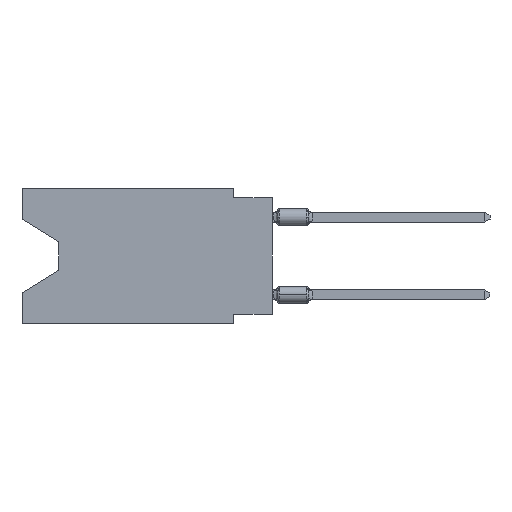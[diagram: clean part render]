
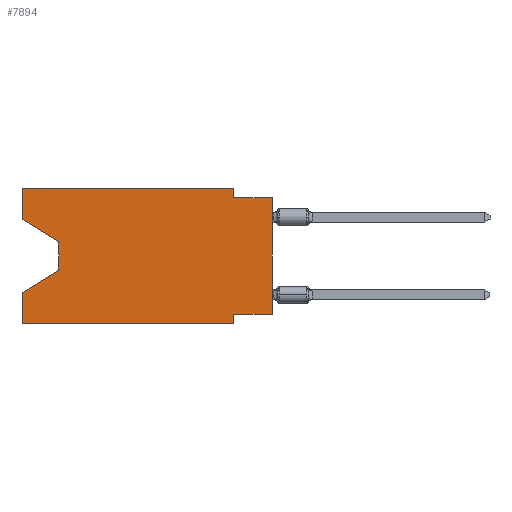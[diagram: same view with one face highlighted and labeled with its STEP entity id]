
A CAD part, left-side view. The second image highlights one B-rep face of the part: STEP entity #7894.
In plain terms, the highlighted planar face has unit normal (-1, 0, 0).
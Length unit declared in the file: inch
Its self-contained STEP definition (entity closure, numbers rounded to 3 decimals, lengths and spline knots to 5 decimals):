
#21 = EDGE_CURVE ( 'NONE', #20392, #986, #4387, .T. ) ;
#266 = FACE_OUTER_BOUND ( 'NONE', #6198, .T. ) ;
#293 = CARTESIAN_POINT ( 'NONE',  ( 0., 0.645, 0. ) ) ;
#360 = EDGE_CURVE ( 'NONE', #7889, #20392, #2147, .T. ) ;
#821 = DIRECTION ( 'NONE',  ( 0., -1., 0. ) ) ;
#986 = VERTEX_POINT ( 'NONE', #12465 ) ;
#1077 = CARTESIAN_POINT ( 'NONE',  ( 0., 0., -0.325 ) ) ;
#1104 = CARTESIAN_POINT ( 'NONE',  ( 0., 0.645, -0.08025 ) ) ;
#1965 = VECTOR ( 'NONE', #9059, 39.37008 ) ;
#2147 = LINE ( 'NONE', #15330, #3092 ) ;
#2371 = CARTESIAN_POINT ( 'NONE',  ( 0., 0.645, -0.08025 ) ) ;
#2372 = AXIS2_PLACEMENT_3D ( 'NONE', #11128, #18643, #15052 ) ;
#2422 = EDGE_CURVE ( 'NONE', #17348, #7559, #13617, .T. ) ;
#2426 = ORIENTED_EDGE ( 'NONE', *, *, #17151, .F. ) ;
#2491 = VECTOR ( 'NONE', #6591, 39.37008 ) ;
#2610 = ORIENTED_EDGE ( 'NONE', *, *, #20963, .F. ) ;
#2799 = LINE ( 'NONE', #23361, #23176 ) ;
#3092 = VECTOR ( 'NONE', #13250, 39.37008 ) ;
#3466 = VECTOR ( 'NONE', #11312, 39.37008 ) ;
#3742 = LINE ( 'NONE', #14605, #1965 ) ;
#3865 = CARTESIAN_POINT ( 'NONE',  ( 0., 0.645, -0.35 ) ) ;
#4221 = CARTESIAN_POINT ( 'NONE',  ( 0., 0., 0. ) ) ;
#4387 = LINE ( 'NONE', #14132, #21983 ) ;
#4662 = CARTESIAN_POINT ( 'NONE',  ( 0., 0.1, 0. ) ) ;
#5068 = EDGE_CURVE ( 'NONE', #11874, #20017, #7450, .T. ) ;
#5604 = DIRECTION ( 'NONE',  ( 0., 0., 1. ) ) ;
#5759 = VECTOR ( 'NONE', #11747, 39.37008 ) ;
#6006 = LINE ( 'NONE', #20680, #3466 ) ;
#6198 = EDGE_LOOP ( 'NONE', ( #22583, #16248, #8708, #18830, #18046, #13045, #2610, #19384, #2426, #13112, #18716, #21644 ) ) ;
#6337 = CARTESIAN_POINT ( 'NONE',  ( 0., 0.55, -0.212 ) ) ;
#6591 = DIRECTION ( 'NONE',  ( 0., 0., -1. ) ) ;
#7095 = VERTEX_POINT ( 'NONE', #4662 ) ;
#7297 = PLANE ( 'NONE',  #2372 ) ;
#7450 = LINE ( 'NONE', #293, #12842 ) ;
#7559 = VERTEX_POINT ( 'NONE', #19264 ) ;
#7889 = VERTEX_POINT ( 'NONE', #22805 ) ;
#7894 = ADVANCED_FACE ( 'NONE', ( #266 ), #7297, .F. ) ;
#7907 = CARTESIAN_POINT ( 'NONE',  ( 0., 0.1, -0.325 ) ) ;
#7954 = VECTOR ( 'NONE', #11864, 39.37008 ) ;
#8163 = LINE ( 'NONE', #2371, #7954 ) ;
#8390 = CARTESIAN_POINT ( 'NONE',  ( 0., 0., -0.025 ) ) ;
#8480 = VECTOR ( 'NONE', #23921, 39.37008 ) ;
#8708 = ORIENTED_EDGE ( 'NONE', *, *, #21, .T. ) ;
#8771 = CARTESIAN_POINT ( 'NONE',  ( 0., 0., -0.325 ) ) ;
#9059 = DIRECTION ( 'NONE',  ( 0., -1., 0. ) ) ;
#10623 = LINE ( 'NONE', #8771, #13352 ) ;
#10733 = EDGE_CURVE ( 'NONE', #11874, #7889, #8163, .T. ) ;
#10748 = DIRECTION ( 'NONE',  ( 0., 1., 0. ) ) ;
#11128 = CARTESIAN_POINT ( 'NONE',  ( 0., 0.645, 0. ) ) ;
#11312 = DIRECTION ( 'NONE',  ( 0., 0., 1. ) ) ;
#11747 = DIRECTION ( 'NONE',  ( 0., 0., 1. ) ) ;
#11758 = EDGE_CURVE ( 'NONE', #7095, #19007, #12076, .T. ) ;
#11786 = VERTEX_POINT ( 'NONE', #8390 ) ;
#11864 = DIRECTION ( 'NONE',  ( 0., -0.855, -0.519 ) ) ;
#11874 = VERTEX_POINT ( 'NONE', #1104 ) ;
#12076 = LINE ( 'NONE', #17759, #18641 ) ;
#12339 = VERTEX_POINT ( 'NONE', #1077 ) ;
#12465 = CARTESIAN_POINT ( 'NONE',  ( 0., 0.645, -0.26975 ) ) ;
#12842 = VECTOR ( 'NONE', #5604, 39.37008 ) ;
#13045 = ORIENTED_EDGE ( 'NONE', *, *, #2422, .F. ) ;
#13112 = ORIENTED_EDGE ( 'NONE', *, *, #11758, .F. ) ;
#13250 = DIRECTION ( 'NONE',  ( 0., 0., -1. ) ) ;
#13352 = VECTOR ( 'NONE', #10748, 39.37008 ) ;
#13617 = LINE ( 'NONE', #13867, #2491 ) ;
#13792 = CARTESIAN_POINT ( 'NONE',  ( 0., 0.645, 0. ) ) ;
#13867 = CARTESIAN_POINT ( 'NONE',  ( 0., 0.1, -0.35 ) ) ;
#14132 = CARTESIAN_POINT ( 'NONE',  ( 0., 0.55, -0.212 ) ) ;
#14605 = CARTESIAN_POINT ( 'NONE',  ( 0., 0.645, -0.35 ) ) ;
#14707 = LINE ( 'NONE', #22095, #8480 ) ;
#15052 = DIRECTION ( 'NONE',  ( 0., 0., -1. ) ) ;
#15330 = CARTESIAN_POINT ( 'NONE',  ( 0., 0.55, -0.138 ) ) ;
#15535 = EDGE_CURVE ( 'NONE', #20351, #7559, #3742, .T. ) ;
#16130 = CARTESIAN_POINT ( 'NONE',  ( 0., 0.1, -0.025 ) ) ;
#16248 = ORIENTED_EDGE ( 'NONE', *, *, #360, .T. ) ;
#17064 = LINE ( 'NONE', #4221, #5759 ) ;
#17151 = EDGE_CURVE ( 'NONE', #19007, #11786, #14707, .T. ) ;
#17348 = VERTEX_POINT ( 'NONE', #7907 ) ;
#17759 = CARTESIAN_POINT ( 'NONE',  ( 0., 0.1, 0. ) ) ;
#18046 = ORIENTED_EDGE ( 'NONE', *, *, #15535, .T. ) ;
#18641 = VECTOR ( 'NONE', #19360, 39.37008 ) ;
#18643 = DIRECTION ( 'NONE',  ( 1., 0., 0. ) ) ;
#18716 = ORIENTED_EDGE ( 'NONE', *, *, #22917, .F. ) ;
#18830 = ORIENTED_EDGE ( 'NONE', *, *, #22809, .F. ) ;
#19007 = VERTEX_POINT ( 'NONE', #16130 ) ;
#19123 = EDGE_CURVE ( 'NONE', #12339, #11786, #17064, .T. ) ;
#19264 = CARTESIAN_POINT ( 'NONE',  ( 0., 0.1, -0.35 ) ) ;
#19360 = DIRECTION ( 'NONE',  ( 0., 0., -1. ) ) ;
#19384 = ORIENTED_EDGE ( 'NONE', *, *, #19123, .T. ) ;
#19809 = DIRECTION ( 'NONE',  ( 0., 0.855, -0.519 ) ) ;
#20017 = VERTEX_POINT ( 'NONE', #13792 ) ;
#20351 = VERTEX_POINT ( 'NONE', #3865 ) ;
#20392 = VERTEX_POINT ( 'NONE', #6337 ) ;
#20680 = CARTESIAN_POINT ( 'NONE',  ( 0., 0.645, 0. ) ) ;
#20963 = EDGE_CURVE ( 'NONE', #12339, #17348, #10623, .T. ) ;
#21644 = ORIENTED_EDGE ( 'NONE', *, *, #5068, .F. ) ;
#21983 = VECTOR ( 'NONE', #19809, 39.37008 ) ;
#22095 = CARTESIAN_POINT ( 'NONE',  ( 0., 0., -0.025 ) ) ;
#22583 = ORIENTED_EDGE ( 'NONE', *, *, #10733, .T. ) ;
#22805 = CARTESIAN_POINT ( 'NONE',  ( 0., 0.55, -0.138 ) ) ;
#22809 = EDGE_CURVE ( 'NONE', #20351, #986, #6006, .T. ) ;
#22917 = EDGE_CURVE ( 'NONE', #20017, #7095, #2799, .T. ) ;
#23176 = VECTOR ( 'NONE', #821, 39.37008 ) ;
#23361 = CARTESIAN_POINT ( 'NONE',  ( 0., 0.645, 0. ) ) ;
#23921 = DIRECTION ( 'NONE',  ( 0., -1., 0. ) ) ;
